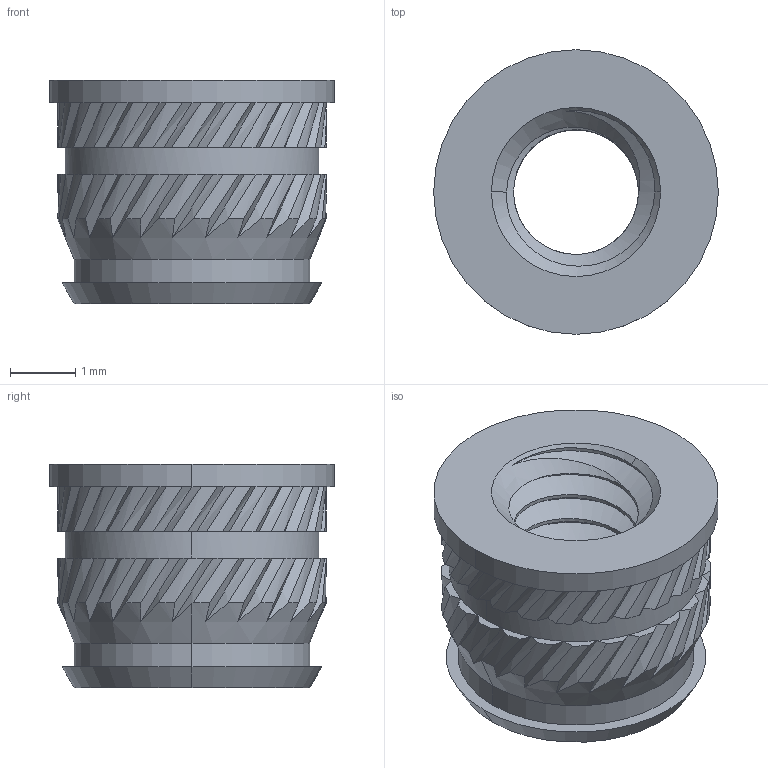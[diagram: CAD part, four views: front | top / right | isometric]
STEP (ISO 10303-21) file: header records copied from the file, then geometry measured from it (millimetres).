
FILE_DESCRIPTION (( 'STEP AP203' ), '1' );
FILE_NAME ('94180A321_Tapered Heat-Set Inserts for Plastic.STEP', '2023-02-03T19:54:41', ( 'Administrator' ), ( 'Managed by Terraform' ), 'SwSTEP 2.0', 'SolidWorks 2017', '' );
FILE_SCHEMA (( 'CONFIG_CONTROL_DESIGN' ));
Length unit declared in the file: millimetre
Products named in the file (1): 94180A321_Tapered Heat-Set Inserts for Plastic
Bounding box: 4.37 x 4.37 x 3.43 mm (x, y, z)
Volume: 28.9 mm3; surface area: 110.6 mm2
Topology: 1 solids, 1 shells, 233 faces, 589 edges, 360 vertices
Faces by surface type: bspline 99, cylinder 72, plane 52, cone 10
Entity records: 16507 total; most frequent: CARTESIAN_POINT 12174, ORIENTED_EDGE 1178, DIRECTION 637, EDGE_CURVE 589, VERTEX_POINT 360, AXIS2_PLACEMENT_3D 302, EDGE_LOOP 237, ADVANCED_FACE 233
